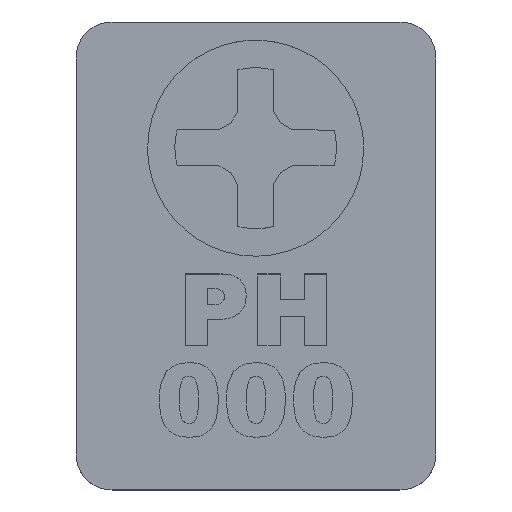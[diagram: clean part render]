
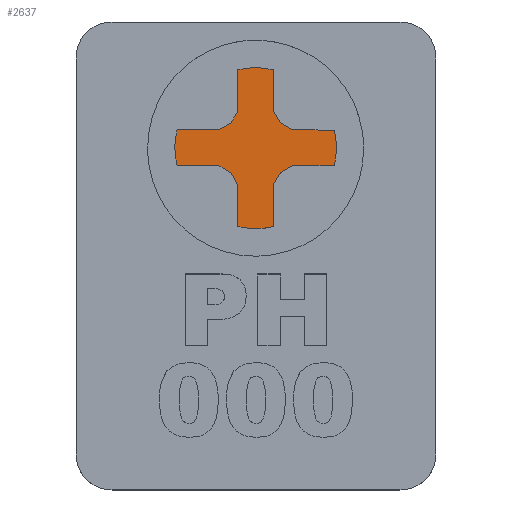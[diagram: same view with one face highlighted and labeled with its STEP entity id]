
A CAD part, top view. The second image highlights one B-rep face of the part: STEP entity #2637.
In plain terms, the highlighted planar face has unit normal (0, 0, 1).
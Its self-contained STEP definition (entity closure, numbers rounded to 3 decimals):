
#31=(
BOUNDED_CURVE()
B_SPLINE_CURVE(3,(#4952,#4953,#4954,#4955),.UNSPECIFIED.,.F.,.F.)
B_SPLINE_CURVE_WITH_KNOTS((4,4),(0.,1.),.UNSPECIFIED.)
CURVE()
GEOMETRIC_REPRESENTATION_ITEM()
RATIONAL_B_SPLINE_CURVE((1.,1.,1.,1.))
REPRESENTATION_ITEM('')
);
#33=(
BOUNDED_CURVE()
B_SPLINE_CURVE(3,(#5010,#5011,#5012,#5013),.UNSPECIFIED.,.F.,.F.)
B_SPLINE_CURVE_WITH_KNOTS((4,4),(0.,1.),.UNSPECIFIED.)
CURVE()
GEOMETRIC_REPRESENTATION_ITEM()
RATIONAL_B_SPLINE_CURVE((1.,1.,1.,1.))
REPRESENTATION_ITEM('')
);
#35=(
BOUNDED_CURVE()
B_SPLINE_CURVE(3,(#5068,#5069,#5070,#5071),.UNSPECIFIED.,.F.,.F.)
B_SPLINE_CURVE_WITH_KNOTS((4,4),(0.,1.),.UNSPECIFIED.)
CURVE()
GEOMETRIC_REPRESENTATION_ITEM()
RATIONAL_B_SPLINE_CURVE((1.,1.,1.,1.))
REPRESENTATION_ITEM('')
);
#37=(
BOUNDED_CURVE()
B_SPLINE_CURVE(3,(#5126,#5127,#5128,#5129),.UNSPECIFIED.,.F.,.F.)
B_SPLINE_CURVE_WITH_KNOTS((4,4),(0.,1.),.UNSPECIFIED.)
CURVE()
GEOMETRIC_REPRESENTATION_ITEM()
RATIONAL_B_SPLINE_CURVE((1.,1.,1.,1.))
REPRESENTATION_ITEM('')
);
#113=PLANE('',#2716);
#256=FACE_OUTER_BOUND('',#410,.T.);
#410=EDGE_LOOP('',(#2386,#2387,#2388,#2389,#2390,#2391,#2392,#2393,#2394,
#2395,#2396,#2397,#2398,#2399,#2400,#2401,#2402,#2403,#2404,#2405,#2406,
#2407,#2408,#2409));
#550=LINE('',#4931,#760);
#554=LINE('',#4939,#764);
#559=LINE('',#4979,#769);
#562=LINE('',#4985,#772);
#565=LINE('',#4991,#775);
#568=LINE('',#4997,#778);
#573=LINE('',#5037,#783);
#576=LINE('',#5043,#786);
#579=LINE('',#5049,#789);
#582=LINE('',#5055,#792);
#587=LINE('',#5095,#797);
#590=LINE('',#5101,#800);
#593=LINE('',#5107,#803);
#596=LINE('',#5113,#806);
#601=LINE('',#5153,#811);
#604=LINE('',#5158,#814);
#760=VECTOR('',#2926,10.);
#764=VECTOR('',#2932,10.);
#769=VECTOR('',#2939,10.);
#772=VECTOR('',#2944,10.);
#775=VECTOR('',#2949,10.);
#778=VECTOR('',#2954,10.);
#783=VECTOR('',#2961,10.);
#786=VECTOR('',#2966,10.);
#789=VECTOR('',#2971,10.);
#792=VECTOR('',#2976,10.);
#797=VECTOR('',#2983,10.);
#800=VECTOR('',#2988,10.);
#803=VECTOR('',#2993,10.);
#806=VECTOR('',#2998,10.);
#811=VECTOR('',#3005,10.);
#814=VECTOR('',#3010,10.);
#980=B_SPLINE_CURVE_WITH_KNOTS('',2,(#4969,#4970,#4971),.UNSPECIFIED.,.F.,
 .F.,(3,3),(0.,1.),.UNSPECIFIED.);
#982=B_SPLINE_CURVE_WITH_KNOTS('',2,(#5027,#5028,#5029),.UNSPECIFIED.,.F.,
 .F.,(3,3),(0.,1.),.UNSPECIFIED.);
#984=B_SPLINE_CURVE_WITH_KNOTS('',2,(#5085,#5086,#5087),.UNSPECIFIED.,.F.,
 .F.,(3,3),(0.,1.),.UNSPECIFIED.);
#986=B_SPLINE_CURVE_WITH_KNOTS('',2,(#5143,#5144,#5145),.UNSPECIFIED.,.F.,
 .F.,(3,3),(0.,1.),.UNSPECIFIED.);
#1188=VERTEX_POINT('',#4929);
#1189=VERTEX_POINT('',#4930);
#1192=VERTEX_POINT('',#4938);
#1194=VERTEX_POINT('',#4951);
#1196=VERTEX_POINT('',#4968);
#1198=VERTEX_POINT('',#4978);
#1200=VERTEX_POINT('',#4984);
#1202=VERTEX_POINT('',#4990);
#1204=VERTEX_POINT('',#4996);
#1206=VERTEX_POINT('',#5009);
#1208=VERTEX_POINT('',#5026);
#1210=VERTEX_POINT('',#5036);
#1212=VERTEX_POINT('',#5042);
#1214=VERTEX_POINT('',#5048);
#1216=VERTEX_POINT('',#5054);
#1218=VERTEX_POINT('',#5067);
#1220=VERTEX_POINT('',#5084);
#1222=VERTEX_POINT('',#5094);
#1224=VERTEX_POINT('',#5100);
#1226=VERTEX_POINT('',#5106);
#1228=VERTEX_POINT('',#5112);
#1230=VERTEX_POINT('',#5125);
#1232=VERTEX_POINT('',#5142);
#1234=VERTEX_POINT('',#5152);
#1542=EDGE_CURVE('',#1188,#1189,#550,.T.);
#1546=EDGE_CURVE('',#1192,#1188,#554,.T.);
#1549=EDGE_CURVE('',#1194,#1192,#31,.T.);
#1552=EDGE_CURVE('',#1196,#1194,#980,.T.);
#1555=EDGE_CURVE('',#1198,#1196,#559,.T.);
#1558=EDGE_CURVE('',#1200,#1198,#562,.T.);
#1561=EDGE_CURVE('',#1202,#1200,#565,.T.);
#1564=EDGE_CURVE('',#1204,#1202,#568,.T.);
#1567=EDGE_CURVE('',#1206,#1204,#33,.T.);
#1570=EDGE_CURVE('',#1208,#1206,#982,.T.);
#1573=EDGE_CURVE('',#1210,#1208,#573,.T.);
#1576=EDGE_CURVE('',#1212,#1210,#576,.T.);
#1579=EDGE_CURVE('',#1214,#1212,#579,.T.);
#1582=EDGE_CURVE('',#1216,#1214,#582,.T.);
#1585=EDGE_CURVE('',#1218,#1216,#35,.T.);
#1588=EDGE_CURVE('',#1220,#1218,#984,.T.);
#1591=EDGE_CURVE('',#1222,#1220,#587,.T.);
#1594=EDGE_CURVE('',#1224,#1222,#590,.T.);
#1597=EDGE_CURVE('',#1226,#1224,#593,.T.);
#1600=EDGE_CURVE('',#1228,#1226,#596,.T.);
#1603=EDGE_CURVE('',#1230,#1228,#37,.T.);
#1606=EDGE_CURVE('',#1232,#1230,#986,.T.);
#1609=EDGE_CURVE('',#1234,#1232,#601,.T.);
#1612=EDGE_CURVE('',#1189,#1234,#604,.T.);
#2386=ORIENTED_EDGE('',*,*,#1542,.T.);
#2387=ORIENTED_EDGE('',*,*,#1612,.T.);
#2388=ORIENTED_EDGE('',*,*,#1609,.T.);
#2389=ORIENTED_EDGE('',*,*,#1606,.T.);
#2390=ORIENTED_EDGE('',*,*,#1603,.T.);
#2391=ORIENTED_EDGE('',*,*,#1600,.T.);
#2392=ORIENTED_EDGE('',*,*,#1597,.T.);
#2393=ORIENTED_EDGE('',*,*,#1594,.T.);
#2394=ORIENTED_EDGE('',*,*,#1591,.T.);
#2395=ORIENTED_EDGE('',*,*,#1588,.T.);
#2396=ORIENTED_EDGE('',*,*,#1585,.T.);
#2397=ORIENTED_EDGE('',*,*,#1582,.T.);
#2398=ORIENTED_EDGE('',*,*,#1579,.T.);
#2399=ORIENTED_EDGE('',*,*,#1576,.T.);
#2400=ORIENTED_EDGE('',*,*,#1573,.T.);
#2401=ORIENTED_EDGE('',*,*,#1570,.T.);
#2402=ORIENTED_EDGE('',*,*,#1567,.T.);
#2403=ORIENTED_EDGE('',*,*,#1564,.T.);
#2404=ORIENTED_EDGE('',*,*,#1561,.T.);
#2405=ORIENTED_EDGE('',*,*,#1558,.T.);
#2406=ORIENTED_EDGE('',*,*,#1555,.T.);
#2407=ORIENTED_EDGE('',*,*,#1552,.T.);
#2408=ORIENTED_EDGE('',*,*,#1549,.T.);
#2409=ORIENTED_EDGE('',*,*,#1546,.T.);
#2637=ADVANCED_FACE('',(#256),#113,.T.);
#2716=AXIS2_PLACEMENT_3D('',#5250,#3056,#3057);
#2926=DIRECTION('',(-0.861,0.508,0.));
#2932=DIRECTION('',(-1.,0.001,0.));
#2939=DIRECTION('',(1.,0.,0.));
#2944=DIRECTION('',(0.868,0.496,0.));
#2949=DIRECTION('',(0.507,0.862,0.));
#2954=DIRECTION('',(0.,1.,0.));
#2961=DIRECTION('',(0.,-1.,0.));
#2966=DIRECTION('',(0.498,-0.867,0.));
#2971=DIRECTION('',(0.855,-0.519,0.));
#2976=DIRECTION('',(1.,-0.002,0.));
#2983=DIRECTION('',(-1.,0.,0.));
#2988=DIRECTION('',(-0.883,-0.47,0.));
#2993=DIRECTION('',(-0.509,-0.861,0.));
#2998=DIRECTION('',(0.,-1.,0.));
#3005=DIRECTION('',(0.,1.,0.));
#3010=DIRECTION('',(-0.532,0.847,0.));
#3056=DIRECTION('center_axis',(0.,0.,1.));
#3057=DIRECTION('ref_axis',(1.,0.,0.));
#4929=CARTESIAN_POINT('',(12.049,-5.999,0.));
#4930=CARTESIAN_POINT('',(11.366,-5.597,0.));
#4931=CARTESIAN_POINT('',(12.82,-6.454,0.));
#4938=CARTESIAN_POINT('',(14.339,-6.001,0.));
#4939=CARTESIAN_POINT('',(12.172,-6.,0.));
#4951=CARTESIAN_POINT('',(14.482,-7.038,0.));
#4952=CARTESIAN_POINT('Ctrl Pts',(14.482,-7.038,0.));
#4953=CARTESIAN_POINT('Ctrl Pts',(14.482,-6.67,0.));
#4954=CARTESIAN_POINT('Ctrl Pts',(14.386,-6.121,0.));
#4955=CARTESIAN_POINT('Ctrl Pts',(14.339,-6.001,0.));
#4968=CARTESIAN_POINT('',(14.339,-7.98,0.));
#4969=CARTESIAN_POINT('Ctrl Pts',(14.339,-7.98,0.));
#4970=CARTESIAN_POINT('Ctrl Pts',(14.4,-7.826,0.));
#4971=CARTESIAN_POINT('Ctrl Pts',(14.482,-7.038,0.));
#4978=CARTESIAN_POINT('',(12.046,-7.98,0.));
#4979=CARTESIAN_POINT('',(11.023,-7.98,0.));
#4984=CARTESIAN_POINT('',(11.367,-8.368,0.));
#4985=CARTESIAN_POINT('',(9.854,-9.233,0.));
#4990=CARTESIAN_POINT('',(10.966,-9.051,0.));
#4991=CARTESIAN_POINT('',(9.979,-10.729,0.));
#4996=CARTESIAN_POINT('',(10.966,-11.353,0.));
#4997=CARTESIAN_POINT('',(10.966,-12.177,0.));
#5009=CARTESIAN_POINT('',(9.929,-11.496,0.));
#5010=CARTESIAN_POINT('Ctrl Pts',(9.929,-11.496,0.));
#5011=CARTESIAN_POINT('Ctrl Pts',(10.297,-11.496,0.));
#5012=CARTESIAN_POINT('Ctrl Pts',(10.846,-11.401,0.));
#5013=CARTESIAN_POINT('Ctrl Pts',(10.966,-11.353,0.));
#5026=CARTESIAN_POINT('',(8.987,-11.353,0.));
#5027=CARTESIAN_POINT('Ctrl Pts',(8.987,-11.353,0.));
#5028=CARTESIAN_POINT('Ctrl Pts',(9.141,-11.414,0.));
#5029=CARTESIAN_POINT('Ctrl Pts',(9.929,-11.496,0.));
#5036=CARTESIAN_POINT('',(8.987,-9.061,0.));
#5037=CARTESIAN_POINT('',(8.987,-11.03,0.));
#5042=CARTESIAN_POINT('',(8.595,-8.38,0.));
#5043=CARTESIAN_POINT('',(9.768,-10.42,0.));
#5048=CARTESIAN_POINT('',(7.93,-7.976,0.));
#5049=CARTESIAN_POINT('',(9.801,-9.112,0.));
#5054=CARTESIAN_POINT('',(5.623,-7.971,0.));
#5055=CARTESIAN_POINT('',(7.817,-7.976,0.));
#5067=CARTESIAN_POINT('',(5.48,-6.934,0.));
#5068=CARTESIAN_POINT('Ctrl Pts',(5.48,-6.934,0.));
#5069=CARTESIAN_POINT('Ctrl Pts',(5.48,-7.302,0.));
#5070=CARTESIAN_POINT('Ctrl Pts',(5.576,-7.851,0.));
#5071=CARTESIAN_POINT('Ctrl Pts',(5.623,-7.971,0.));
#5084=CARTESIAN_POINT('',(5.623,-5.992,0.));
#5085=CARTESIAN_POINT('Ctrl Pts',(5.623,-5.992,0.));
#5086=CARTESIAN_POINT('Ctrl Pts',(5.562,-6.146,0.));
#5087=CARTESIAN_POINT('Ctrl Pts',(5.48,-6.934,0.));
#5094=CARTESIAN_POINT('',(7.916,-5.992,0.));
#5095=CARTESIAN_POINT('',(8.958,-5.992,0.));
#5100=CARTESIAN_POINT('',(8.595,-5.63,0.));
#5101=CARTESIAN_POINT('',(7.613,-6.153,0.));
#5106=CARTESIAN_POINT('',(8.986,-4.969,0.));
#5107=CARTESIAN_POINT('',(7.358,-7.72,0.));
#5112=CARTESIAN_POINT('',(8.986,-2.666,0.));
#5113=CARTESIAN_POINT('',(8.986,-7.833,0.));
#5125=CARTESIAN_POINT('',(10.024,-2.524,0.));
#5126=CARTESIAN_POINT('Ctrl Pts',(10.024,-2.524,0.));
#5127=CARTESIAN_POINT('Ctrl Pts',(9.655,-2.524,0.));
#5128=CARTESIAN_POINT('Ctrl Pts',(9.106,-2.619,0.));
#5129=CARTESIAN_POINT('Ctrl Pts',(8.986,-2.666,0.));
#5142=CARTESIAN_POINT('',(10.966,-2.666,0.));
#5143=CARTESIAN_POINT('Ctrl Pts',(10.966,-2.666,0.));
#5144=CARTESIAN_POINT('Ctrl Pts',(10.812,-2.606,0.));
#5145=CARTESIAN_POINT('Ctrl Pts',(10.024,-2.524,0.));
#5152=CARTESIAN_POINT('',(10.966,-4.959,0.));
#5153=CARTESIAN_POINT('',(10.966,-8.98,0.));
#5158=CARTESIAN_POINT('',(12.839,-7.945,0.));
#5250=CARTESIAN_POINT('Origin',(10.,-13.,0.));
